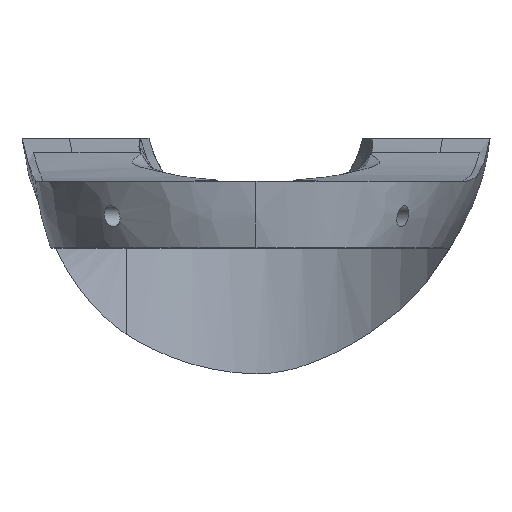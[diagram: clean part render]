
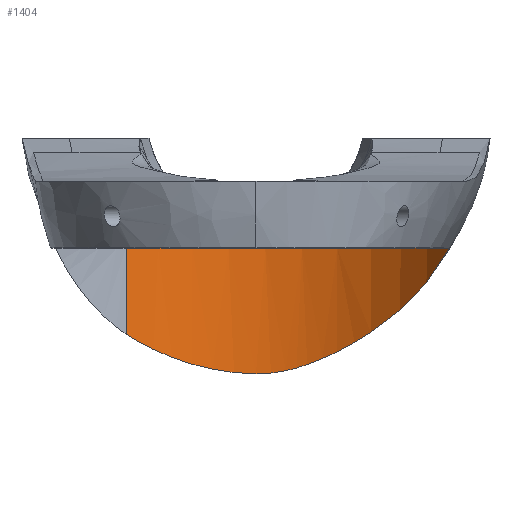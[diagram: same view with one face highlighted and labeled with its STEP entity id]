
A CAD part, top view. The second image highlights one B-rep face of the part: STEP entity #1404.
In plain terms, the highlighted cylindrical face has radius 43.45 mm (diameter 86.9 mm), a partial arc.
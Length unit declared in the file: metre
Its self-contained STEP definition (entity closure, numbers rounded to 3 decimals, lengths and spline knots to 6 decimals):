
#57=LINE('',#2880,#117);
#117=VECTOR('',#1775,1.);
#191=CIRCLE('',#1484,0.04345);
#398=ORIENTED_EDGE('',*,*,#693,.F.);
#399=ORIENTED_EDGE('',*,*,#792,.F.);
#400=ORIENTED_EDGE('',*,*,#705,.F.);
#401=ORIENTED_EDGE('',*,*,#791,.F.);
#693=EDGE_CURVE('',#903,#904,#1047,.T.);
#705=EDGE_CURVE('',#914,#915,#191,.T.);
#791=EDGE_CURVE('',#904,#914,#57,.T.);
#792=EDGE_CURVE('',#915,#903,#1073,.T.);
#903=VERTEX_POINT('',#2313);
#904=VERTEX_POINT('',#2322);
#914=VERTEX_POINT('',#2477);
#915=VERTEX_POINT('',#2479);
#1047=B_SPLINE_CURVE_WITH_KNOTS('',3,(#2314,#2315,#2316,#2317,#2318,#2319,
#2320,#2321),.UNSPECIFIED.,.F.,.F.,(4,1,1,1,1,4),(0.,
0.006987,0.010481,0.013974,0.020962,
0.027949),.UNSPECIFIED.);
#1073=B_SPLINE_CURVE_WITH_KNOTS('',3,(#2882,#2883,#2884,#2885,#2886,#2887,
#2888,#2889,#2890,#2891,#2892,#2893),.UNSPECIFIED.,.F.,.F.,(4,1,1,1,1,1,
1,1,1,4),(0.,0.006426,0.012853,0.019279,0.025705,
0.032132,0.038558,0.044984,0.048197,
0.051411),.UNSPECIFIED.);
#1153=EDGE_LOOP('',(#398,#399,#400,#401));
#1269=FACE_BOUND('',#1153,.T.);
#1354=CYLINDRICAL_SURFACE('',#1542,0.04345);
#1404=ADVANCED_FACE('',(#1269),#1354,.F.);
#1484=AXIS2_PLACEMENT_3D('',#2478,#1630,#1631);
#1542=AXIS2_PLACEMENT_3D('',#2881,#1776,#1777);
#1630=DIRECTION('',(0.,-1.,0.));
#1631=DIRECTION('',(0.,0.,-1.));
#1775=DIRECTION('',(0.,1.,0.));
#1776=DIRECTION('',(0.,1.,0.));
#1777=DIRECTION('',(0.,0.,1.));
#2313=CARTESIAN_POINT('',(0.,-0.049821,0.03105));
#2314=CARTESIAN_POINT('',(0.,-0.049821,0.03105));
#2315=CARTESIAN_POINT('',(-0.00233,-0.049821,0.03105));
#2316=CARTESIAN_POINT('',(-0.005794,-0.049469,0.031331));
#2317=CARTESIAN_POINT('',(-0.010265,-0.048529,0.032235));
#2318=CARTESIAN_POINT('',(-0.014534,-0.047356,0.033449));
#2319=CARTESIAN_POINT('',(-0.019551,-0.045324,0.035521));
#2320=CARTESIAN_POINT('',(-0.023163,-0.043355,0.037681));
#2321=CARTESIAN_POINT('',(-0.024853,-0.042281,0.03886));
#2322=CARTESIAN_POINT('',(-0.024853,-0.042281,0.03886));
#2477=CARTESIAN_POINT('',(-0.024853,-0.0258,0.03886));
#2478=CARTESIAN_POINT('',(0.,-0.0258,0.0745));
#2479=CARTESIAN_POINT('',(0.036945,-0.0258,0.051632));
#2880=CARTESIAN_POINT('',(-0.024853,-0.053601,0.03886));
#2881=CARTESIAN_POINT('',(0.,-0.053601,0.0745));
#2882=CARTESIAN_POINT('',(0.036945,-0.0258,0.051632));
#2883=CARTESIAN_POINT('',(0.036159,-0.027337,0.050361));
#2884=CARTESIAN_POINT('',(0.03438,-0.030286,0.047785));
#2885=CARTESIAN_POINT('',(0.031144,-0.034316,0.044063));
#2886=CARTESIAN_POINT('',(0.027332,-0.038014,0.040585));
#2887=CARTESIAN_POINT('',(0.022876,-0.041431,0.03742));
#2888=CARTESIAN_POINT('',(0.01787,-0.044483,0.034755));
#2889=CARTESIAN_POINT('',(0.012374,-0.047161,0.032708));
#2890=CARTESIAN_POINT('',(0.00742,-0.048952,0.031598));
#2891=CARTESIAN_POINT('',(0.003208,-0.049712,0.031129));
#2892=CARTESIAN_POINT('',(0.001075,-0.049821,0.03105));
#2893=CARTESIAN_POINT('',(0.,-0.049821,0.03105));
